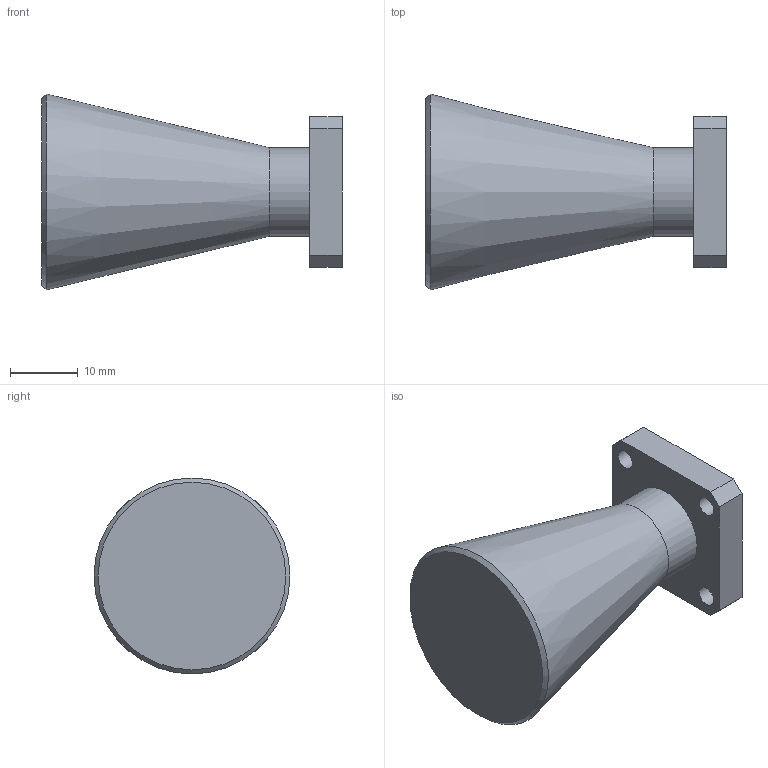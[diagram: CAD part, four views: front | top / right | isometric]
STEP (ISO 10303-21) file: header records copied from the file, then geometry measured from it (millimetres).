
FILE_DESCRIPTION (( 'STEP AP203' ), '1' );
FILE_NAME ('SAC-1625-396-S2.STEP', '2018-10-30T15:24:20', ( '' ), ( '' ), 'SwSTEP 2.0', 'SolidWorks 2016', '' );
FILE_SCHEMA (( 'CONFIG_CONTROL_DESIGN' ));
Length unit declared in the file: inch
Products named in the file (1): SAC-1625-396-S2
Bounding box: 44.45 x 29 x 29 mm (x, y, z)
Volume: 15470.1 mm3; surface area: 4569.4 mm2
Topology: 1 solids, 1 shells, 20 faces, 48 edges, 32 vertices
Faces by surface type: plane 12, cylinder 6, cone 2
Full cylindrical faces by diameter (mm): 2.946 x4, 10.058 x1, 13.106 x1
Entity records: 623 total; most frequent: DIRECTION 94, CARTESIAN_POINT 89, ORIENTED_EDGE 76, EDGE_CURVE 38, EDGE_LOOP 38, AXIS2_PLACEMENT_3D 35, VERTEX_POINT 30, FACE_OUTER_BOUND 26
